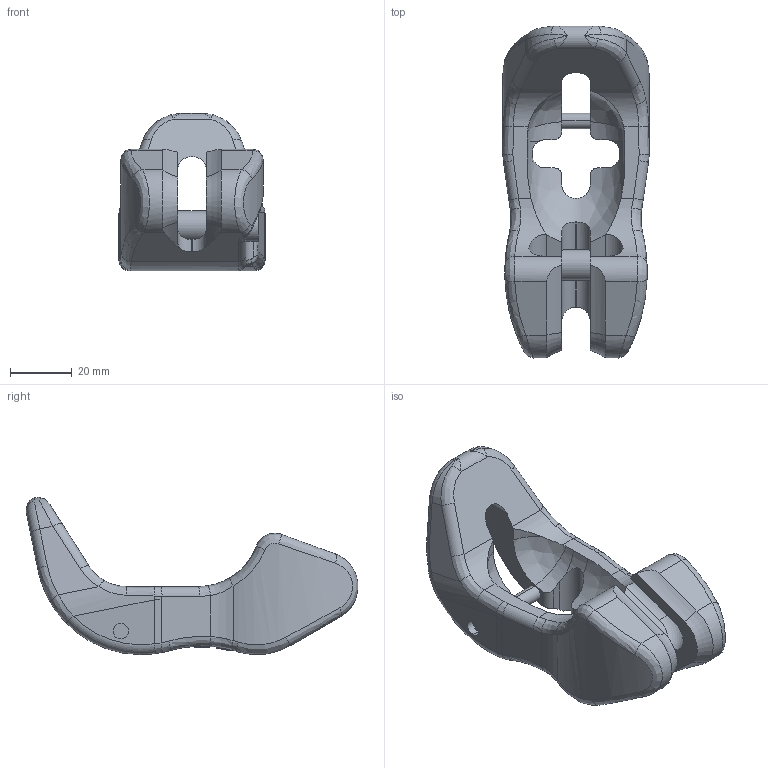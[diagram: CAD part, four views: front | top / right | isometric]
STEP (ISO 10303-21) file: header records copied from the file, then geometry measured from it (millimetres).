
FILE_DESCRIPTION((''),'2;1');
FILE_NAME('001-M31536-P-1','2004-10-21T',('Haas'),(''),'PRO/ENGINEER BY PARAMETRIC TECHNOLOGY CORPORATION, 2003450','PRO/ENGINEER BY PARAMETRIC TECHNOLOGY CORPORATION, 2003450','');
FILE_SCHEMA(('CONFIG_CONTROL_DESIGN'));
Length unit declared in the file: millimetre
Products named in the file (1): 001-M31536-P-1
Bounding box: 47.2 x 107.19 x 50.8 mm (x, y, z)
Volume: 77909.3 mm3; surface area: 19419.3 mm2
Topology: 1 solids, 1 shells, 373 faces, 1013 edges, 654 vertices
Faces by surface type: plane 220, cylinder 81, bspline 60, torus 12
Entity records: 14145 total; most frequent: CARTESIAN_POINT 5620, ORIENTED_EDGE 2026, DIRECTION 1413, EDGE_CURVE 1013, VERTEX_POINT 654, AXIS2_PLACEMENT_3D 517, B_SPLINE_CURVE_WITH_KNOTS 430, EDGE_LOOP 389
